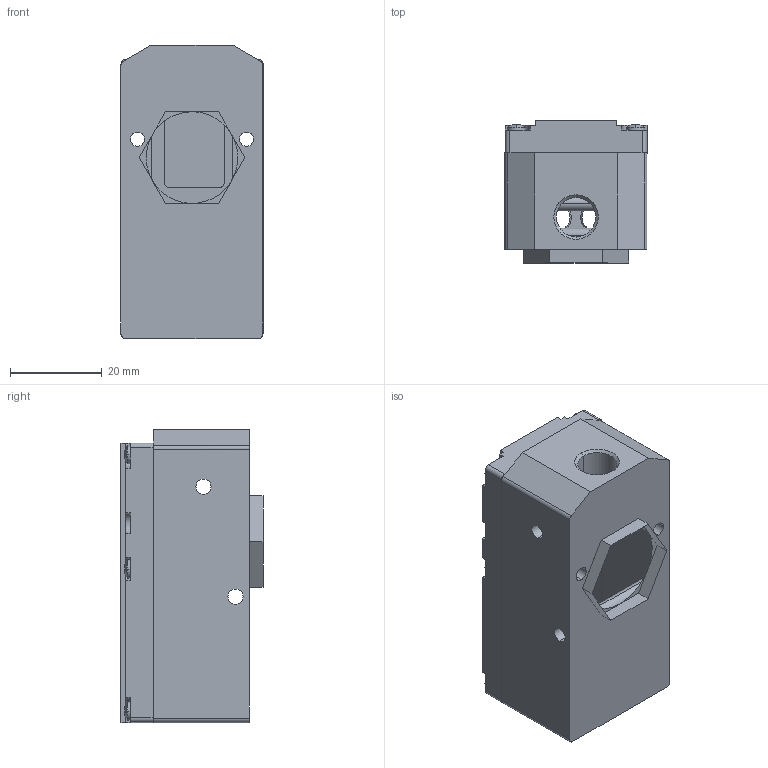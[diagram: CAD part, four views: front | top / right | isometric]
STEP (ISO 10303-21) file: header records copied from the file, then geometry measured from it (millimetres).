
FILE_DESCRIPTION (( 'STEP AP203' ), '1' );
FILE_NAME ('TCVM20.STEP', '2021-07-22T06:35:23', ( '' ), ( '' ), 'SwSTEP 2.0', 'SolidWorks 2016', '' );
FILE_SCHEMA (( 'CONFIG_CONTROL_DESIGN' ));
Length unit declared in the file: millimetre
Products named in the file (1): TCVM20
Bounding box: 31.01 x 31 x 64 mm (x, y, z)
Surface area: 10496.8 mm2 (no closed solid volume)
Topology: 0 solids, 2 shells, 231 faces, 660 edges, 436 vertices
Faces by surface type: plane 135, cylinder 78, bspline 12, cone 6
Entity records: 8466 total; most frequent: CARTESIAN_POINT 2516, ORIENTED_EDGE 1287, DIRECTION 1127, EDGE_CURVE 660, VERTEX_POINT 436, VECTOR 389, LINE 389, AXIS2_PLACEMENT_3D 369
